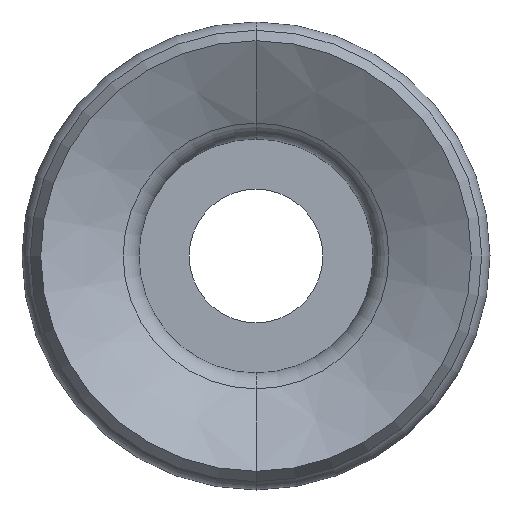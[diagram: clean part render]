
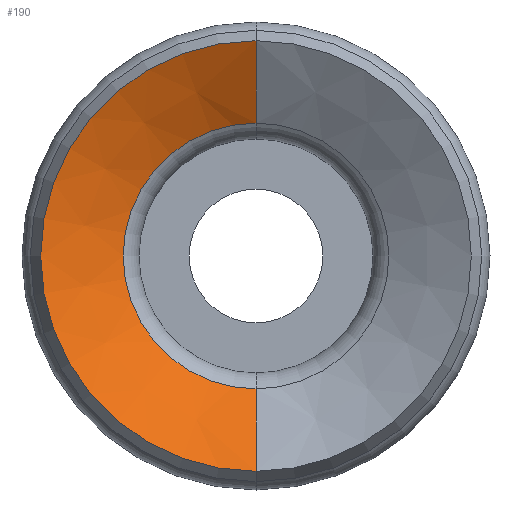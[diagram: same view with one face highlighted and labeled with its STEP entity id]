
A CAD part, front view. The second image highlights one B-rep face of the part: STEP entity #190.
In plain terms, the highlighted conical face has half-angle 60.29 degrees and reference radius 7.946 mm.
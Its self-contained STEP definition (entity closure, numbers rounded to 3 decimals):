
#190=ADVANCED_FACE('',(#461),#462,.F.);
#461=FACE_OUTER_BOUND('',#817,.T.);
#462=CONICAL_SURFACE('',#818,7.946,1.052);
#817=EDGE_LOOP('',(#5051,#5052,#5053,#5054));
#818=AXIS2_PLACEMENT_3D('',#5055,#5056,#5057);
#5051=ORIENTED_EDGE('',*,*,#5775,.T.);
#5052=ORIENTED_EDGE('',*,*,#5847,.T.);
#5053=ORIENTED_EDGE('',*,*,#5848,.F.);
#5054=ORIENTED_EDGE('',*,*,#5849,.F.);
#5055=CARTESIAN_POINT('',(0.0,-30.184,0.0));
#5056=DIRECTION('',(0.0,-1.0,-0.0));
#5057=DIRECTION('',(0.0,0.0,-1.0));
#5775=EDGE_CURVE('',#6172,#6176,#6178,.T.);
#5847=EDGE_CURVE('',#6176,#6283,#6284,.T.);
#5848=EDGE_CURVE('',#6285,#6283,#6286,.T.);
#5849=EDGE_CURVE('',#6172,#6285,#6287,.T.);
#6172=VERTEX_POINT('',#6709);
#6176=VERTEX_POINT('',#6713);
#6178=CIRCLE('',#6715,7.946);
#6283=VERTEX_POINT('',#7272);
#6284=LINE('',#7273,#7274);
#6285=VERTEX_POINT('',#7275);
#6286=CIRCLE('',#7276,12.88);
#6287=LINE('',#7277,#7278);
#6709=CARTESIAN_POINT('',(0.0,-30.184,-7.946));
#6713=CARTESIAN_POINT('',(0.,-30.184,7.946));
#6715=AXIS2_PLACEMENT_3D('',#8915,#8916,#8917);
#7272=CARTESIAN_POINT('',(0.0,-33.0,12.88));
#7273=CARTESIAN_POINT('',(0.,-30.184,7.946));
#7274=VECTOR('',#9022,1000.0);
#7275=CARTESIAN_POINT('',(0.,-33.0,-12.88));
#7276=AXIS2_PLACEMENT_3D('',#9023,#9024,#9025);
#7277=CARTESIAN_POINT('',(0.0,-30.184,-7.946));
#7278=VECTOR('',#9026,1000.0);
#8915=CARTESIAN_POINT('',(0.0,-30.184,0.0));
#8916=DIRECTION('',(0.0,1.0,0.0));
#8917=DIRECTION('',(0.0,0.0,1.0));
#9022=DIRECTION('',(0.,-0.496,0.869));
#9023=CARTESIAN_POINT('',(0.0,-33.0,0.0));
#9024=DIRECTION('',(0.0,1.0,0.0));
#9025=DIRECTION('',(0.0,0.0,1.0));
#9026=DIRECTION('',(0.0,-0.496,-0.869));
